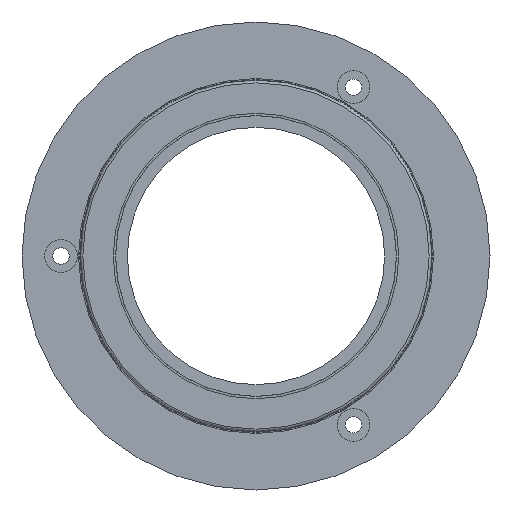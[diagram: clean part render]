
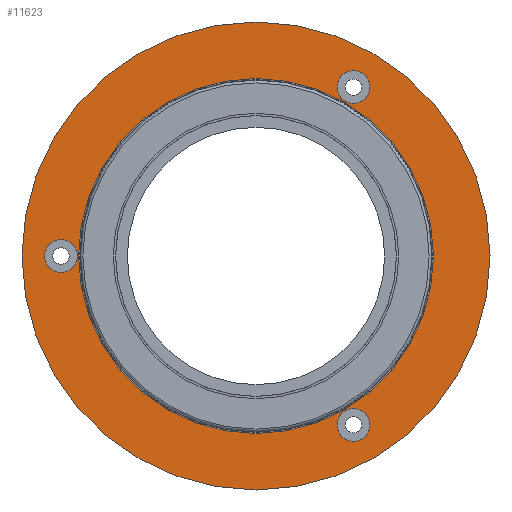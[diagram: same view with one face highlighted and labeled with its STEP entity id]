
A CAD part, left-side view. The second image highlights one B-rep face of the part: STEP entity #11623.
In plain terms, the highlighted planar face has unit normal (-1, 0, 0).
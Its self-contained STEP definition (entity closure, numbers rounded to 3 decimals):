
#250 = DIRECTION ( 'NONE',  ( 1., 0., 0. ) ) ;
#4301 = VERTEX_POINT ( 'NONE', #11224 ) ;
#4743 = AXIS2_PLACEMENT_3D ( 'NONE', #90631, #76008, #88845 ) ;
#7374 = ORIENTED_EDGE ( 'NONE', *, *, #23686, .T. ) ;
#7724 = DIRECTION ( 'NONE',  ( 1., 0., 0. ) ) ;
#8052 = CIRCLE ( 'NONE', #74044, 2.1 ) ;
#9147 = EDGE_LOOP ( 'NONE', ( #11270 ) ) ;
#10162 = DIRECTION ( 'NONE',  ( 0., 1., 0. ) ) ;
#10708 = CARTESIAN_POINT ( 'NONE',  ( 2.8, 20., 0. ) ) ;
#11224 = CARTESIAN_POINT ( 'NONE',  ( 2.8, -10.4, 21.651 ) ) ;
#11270 = ORIENTED_EDGE ( 'NONE', *, *, #24359, .T. ) ;
#11623 = ADVANCED_FACE ( 'NONE', ( #17572, #45652, #73614, #30481, #58995 ), #59881, .T. ) ;
#12314 = ORIENTED_EDGE ( 'NONE', *, *, #55636, .T. ) ;
#14497 = DIRECTION ( 'NONE',  ( 0., 1., 0. ) ) ;
#17572 = FACE_BOUND ( 'NONE', #65848, .T. ) ;
#21799 = DIRECTION ( 'NONE',  ( 1., 0., 0. ) ) ;
#21975 = AXIS2_PLACEMENT_3D ( 'NONE', #76905, #21799, #42501 ) ;
#23686 = EDGE_CURVE ( 'NONE', #4301, #4301, #83128, .T. ) ;
#24108 = VERTEX_POINT ( 'NONE', #52169 ) ;
#24359 = EDGE_CURVE ( 'NONE', #45717, #45717, #64274, .T. ) ;
#24660 = AXIS2_PLACEMENT_3D ( 'NONE', #90669, #250, #14497 ) ;
#25635 = EDGE_LOOP ( 'NONE', ( #7374 ) ) ;
#29045 = DIRECTION ( 'NONE',  ( 1., 0., 0. ) ) ;
#30481 = FACE_BOUND ( 'NONE', #77361, .T. ) ;
#33632 = CIRCLE ( 'NONE', #21975, 20. ) ;
#35287 = DIRECTION ( 'NONE',  ( 0., 1., 0. ) ) ;
#35954 = CARTESIAN_POINT ( 'NONE',  ( 2.8, 25., 0. ) ) ;
#40002 = CIRCLE ( 'NONE', #4743, 30. ) ;
#40166 = VERTEX_POINT ( 'NONE', #67705 ) ;
#42501 = DIRECTION ( 'NONE',  ( 0., 1., 0. ) ) ;
#45652 = FACE_BOUND ( 'NONE', #9147, .T. ) ;
#45717 = VERTEX_POINT ( 'NONE', #73675 ) ;
#46680 = EDGE_LOOP ( 'NONE', ( #89715 ) ) ;
#50360 = AXIS2_PLACEMENT_3D ( 'NONE', #10708, #58534, #87784 ) ;
#52169 = CARTESIAN_POINT ( 'NONE',  ( 2.8, 20., 0. ) ) ;
#55636 = EDGE_CURVE ( 'NONE', #24108, #24108, #33632, .T. ) ;
#56003 = CARTESIAN_POINT ( 'NONE',  ( 2.8, -12.5, 21.651 ) ) ;
#58534 = DIRECTION ( 'NONE',  ( -1., 0., 0. ) ) ;
#58995 = FACE_OUTER_BOUND ( 'NONE', #46680, .T. ) ;
#59881 = PLANE ( 'NONE',  #50360 ) ;
#64274 = CIRCLE ( 'NONE', #24660, 2.1 ) ;
#65848 = EDGE_LOOP ( 'NONE', ( #73107 ) ) ;
#67705 = CARTESIAN_POINT ( 'NONE',  ( 2.8, 27.1, 0. ) ) ;
#68150 = CARTESIAN_POINT ( 'NONE',  ( 2.8, 30., 0. ) ) ;
#69960 = EDGE_CURVE ( 'NONE', #81439, #81439, #40002, .T. ) ;
#73107 = ORIENTED_EDGE ( 'NONE', *, *, #73518, .T. ) ;
#73518 = EDGE_CURVE ( 'NONE', #40166, #40166, #8052, .T. ) ;
#73614 = FACE_BOUND ( 'NONE', #25635, .T. ) ;
#73675 = CARTESIAN_POINT ( 'NONE',  ( 2.8, -10.4, -21.651 ) ) ;
#74044 = AXIS2_PLACEMENT_3D ( 'NONE', #35954, #29045, #10162 ) ;
#76008 = DIRECTION ( 'NONE',  ( 1., 0., 0. ) ) ;
#76905 = CARTESIAN_POINT ( 'NONE',  ( 2.8, 0., 0. ) ) ;
#77361 = EDGE_LOOP ( 'NONE', ( #12314 ) ) ;
#81439 = VERTEX_POINT ( 'NONE', #68150 ) ;
#83128 = CIRCLE ( 'NONE', #90450, 2.1 ) ;
#87784 = DIRECTION ( 'NONE',  ( 0., -1., 0. ) ) ;
#88845 = DIRECTION ( 'NONE',  ( 0., 1., 0. ) ) ;
#89715 = ORIENTED_EDGE ( 'NONE', *, *, #69960, .F. ) ;
#90450 = AXIS2_PLACEMENT_3D ( 'NONE', #56003, #7724, #35287 ) ;
#90631 = CARTESIAN_POINT ( 'NONE',  ( 2.8, 0., 0. ) ) ;
#90669 = CARTESIAN_POINT ( 'NONE',  ( 2.8, -12.5, -21.651 ) ) ;
